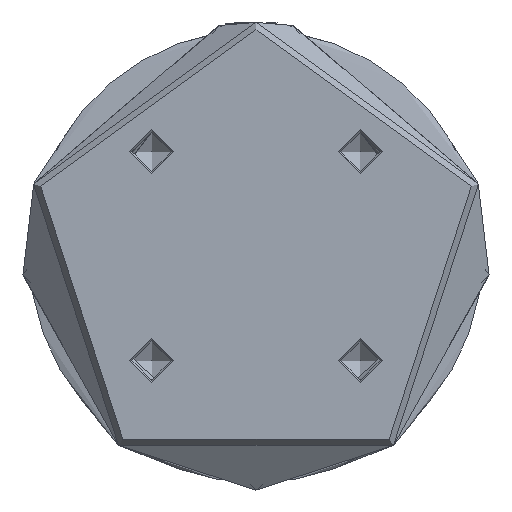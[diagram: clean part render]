
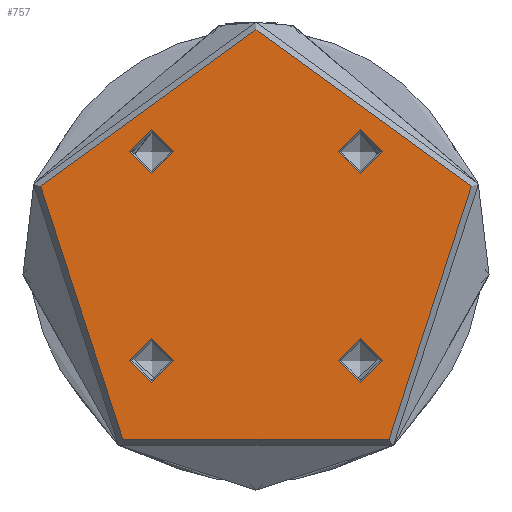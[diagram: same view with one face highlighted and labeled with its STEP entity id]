
A CAD part, front view. The second image highlights one B-rep face of the part: STEP entity #757.
In plain terms, the highlighted face is planar.
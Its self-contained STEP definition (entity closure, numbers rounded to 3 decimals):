
#65 = AXIS2_PLACEMENT_3D ( 'NONE', #2037, #5000, #2466 ) ;
#149 = CARTESIAN_POINT ( 'NONE',  ( 0., 0., 0. ) ) ;
#151 = ORIENTED_EDGE ( 'NONE', *, *, #4791, .T. ) ;
#164 = CARTESIAN_POINT ( 'NONE',  ( 21.213, -21.213, 0. ) ) ;
#171 = DIRECTION ( 'NONE',  ( 1., 0., 0. ) ) ;
#240 = CIRCLE ( 'NONE', #489, 46. ) ;
#450 = CARTESIAN_POINT ( 'NONE',  ( 16.713, 21.213, 0. ) ) ;
#489 = AXIS2_PLACEMENT_3D ( 'NONE', #5014, #2483, #5457 ) ;
#576 = DIRECTION ( 'NONE',  ( 0., 0., -1. ) ) ;
#589 = DIRECTION ( 'NONE',  ( -1., 0., 0. ) ) ;
#662 = EDGE_LOOP ( 'NONE', ( #151 ) ) ;
#757 = ADVANCED_FACE ( 'NONE', ( #1326, #1162, #1052, #1047, #994 ), #2719, .F. ) ;
#892 = CARTESIAN_POINT ( 'NONE',  ( -16.713, 21.213, 0. ) ) ;
#991 = EDGE_CURVE ( 'NONE', #3713, #3713, #5440, .T. ) ;
#994 = FACE_OUTER_BOUND ( 'NONE', #1892, .T. ) ;
#1047 = FACE_BOUND ( 'NONE', #3664, .T. ) ;
#1052 = FACE_BOUND ( 'NONE', #3113, .T. ) ;
#1121 = AXIS2_PLACEMENT_3D ( 'NONE', #5271, #2738, #171 ) ;
#1162 = FACE_BOUND ( 'NONE', #662, .T. ) ;
#1317 = AXIS2_PLACEMENT_3D ( 'NONE', #149, #576, #3566 ) ;
#1326 = FACE_BOUND ( 'NONE', #2419, .T. ) ;
#1553 = VERTEX_POINT ( 'NONE', #892 ) ;
#1724 = CARTESIAN_POINT ( 'NONE',  ( 46., 0., 0. ) ) ;
#1892 = EDGE_LOOP ( 'NONE', ( #3666 ) ) ;
#2037 = CARTESIAN_POINT ( 'NONE',  ( 21.213, 21.213, 0. ) ) ;
#2047 = EDGE_CURVE ( 'NONE', #2596, #2596, #240, .T. ) ;
#2125 = CARTESIAN_POINT ( 'NONE',  ( 16.713, -21.213, 0. ) ) ;
#2189 = DIRECTION ( 'NONE',  ( 0., 0., -1. ) ) ;
#2365 = CIRCLE ( 'NONE', #65, 4.5 ) ;
#2419 = EDGE_LOOP ( 'NONE', ( #4735 ) ) ;
#2466 = DIRECTION ( 'NONE',  ( -1., 0., 0. ) ) ;
#2483 = DIRECTION ( 'NONE',  ( 0., 0., 1. ) ) ;
#2596 = VERTEX_POINT ( 'NONE', #1724 ) ;
#2719 = PLANE ( 'NONE',  #1317 ) ;
#2738 = DIRECTION ( 'NONE',  ( 0., 0., 1. ) ) ;
#2778 = CIRCLE ( 'NONE', #3200, 4.5 ) ;
#2819 = VERTEX_POINT ( 'NONE', #5130 ) ;
#3113 = EDGE_LOOP ( 'NONE', ( #4511 ) ) ;
#3152 = DIRECTION ( 'NONE',  ( 0., 0., -1. ) ) ;
#3200 = AXIS2_PLACEMENT_3D ( 'NONE', #4719, #2189, #5153 ) ;
#3566 = DIRECTION ( 'NONE',  ( -1., 0., 0. ) ) ;
#3664 = EDGE_LOOP ( 'NONE', ( #3684 ) ) ;
#3666 = ORIENTED_EDGE ( 'NONE', *, *, #2047, .T. ) ;
#3684 = ORIENTED_EDGE ( 'NONE', *, *, #4161, .F. ) ;
#3713 = VERTEX_POINT ( 'NONE', #2125 ) ;
#3820 = VERTEX_POINT ( 'NONE', #450 ) ;
#3981 = CIRCLE ( 'NONE', #1121, 4.5 ) ;
#4161 = EDGE_CURVE ( 'NONE', #2819, #2819, #3981, .T. ) ;
#4511 = ORIENTED_EDGE ( 'NONE', *, *, #991, .T. ) ;
#4674 = EDGE_CURVE ( 'NONE', #3820, #3820, #2365, .T. ) ;
#4719 = CARTESIAN_POINT ( 'NONE',  ( -21.213, 21.213, 0. ) ) ;
#4735 = ORIENTED_EDGE ( 'NONE', *, *, #4674, .F. ) ;
#4791 = EDGE_CURVE ( 'NONE', #1553, #1553, #2778, .T. ) ;
#4993 = AXIS2_PLACEMENT_3D ( 'NONE', #164, #3152, #589 ) ;
#5000 = DIRECTION ( 'NONE',  ( 0., 0., 1. ) ) ;
#5014 = CARTESIAN_POINT ( 'NONE',  ( 0., 0., 0. ) ) ;
#5130 = CARTESIAN_POINT ( 'NONE',  ( -16.713, -21.213, 0. ) ) ;
#5153 = DIRECTION ( 'NONE',  ( 1., 0., 0. ) ) ;
#5271 = CARTESIAN_POINT ( 'NONE',  ( -21.213, -21.213, 0. ) ) ;
#5440 = CIRCLE ( 'NONE', #4993, 4.5 ) ;
#5457 = DIRECTION ( 'NONE',  ( 1., 0., 0. ) ) ;
